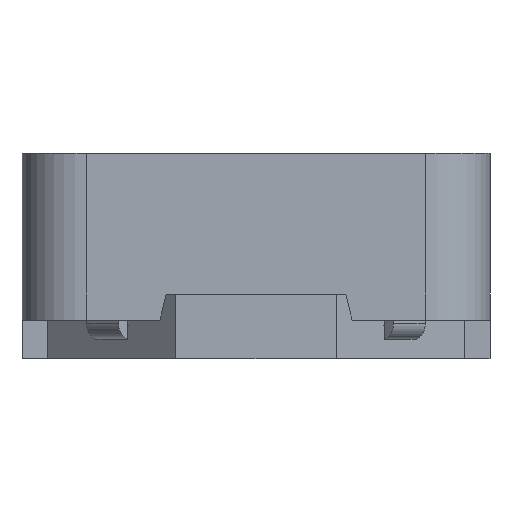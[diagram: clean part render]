
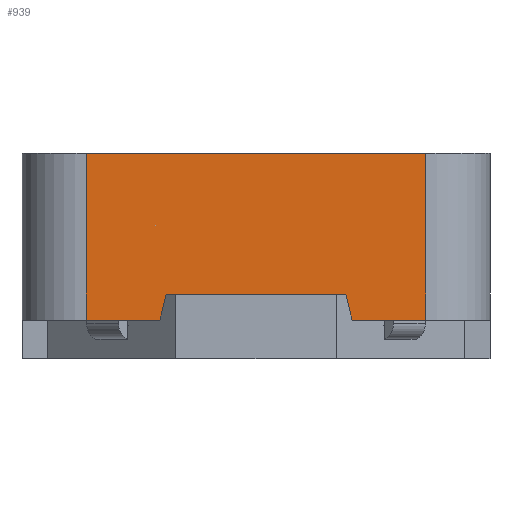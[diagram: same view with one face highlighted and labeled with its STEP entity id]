
A CAD part, left-side view. The second image highlights one B-rep face of the part: STEP entity #939.
In plain terms, the highlighted planar face has unit normal (-1, 0, 0).
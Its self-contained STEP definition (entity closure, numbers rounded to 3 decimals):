
#939 = ADVANCED_FACE( '', ( #2098 ), #2099, .F. );
#2098 = FACE_OUTER_BOUND( '', #4253, .T. );
#2099 = PLANE( '', #4254 );
#4253 = EDGE_LOOP( '', ( #7853, #7854, #7855, #7856, #7857, #7858, #7859, #7860 ) );
#4254 = AXIS2_PLACEMENT_3D( '', #7861, #7862, #7863 );
#7853 = ORIENTED_EDGE( '', *, *, #11806, .T. );
#7854 = ORIENTED_EDGE( '', *, *, #11807, .T. );
#7855 = ORIENTED_EDGE( '', *, *, #11808, .T. );
#7856 = ORIENTED_EDGE( '', *, *, #11809, .T. );
#7857 = ORIENTED_EDGE( '', *, *, #11299, .F. );
#7858 = ORIENTED_EDGE( '', *, *, #11810, .T. );
#7859 = ORIENTED_EDGE( '', *, *, #11811, .T. );
#7860 = ORIENTED_EDGE( '', *, *, #11812, .T. );
#7861 = CARTESIAN_POINT( '', ( -3.65, 3.65, 2.6 ) );
#7862 = DIRECTION( '', ( 1., 0., 0. ) );
#7863 = DIRECTION( '', ( 0., 1., 0. ) );
#11299 = EDGE_CURVE( '', #13139, #13140, #13141, .T. );
#11806 = EDGE_CURVE( '', #13993, #13994, #13995, .T. );
#11807 = EDGE_CURVE( '', #13994, #13996, #13997, .F. );
#11808 = EDGE_CURVE( '', #13996, #13998, #13999, .T. );
#11809 = EDGE_CURVE( '', #13998, #13140, #14000, .F. );
#11810 = EDGE_CURVE( '', #13139, #14001, #14002, .T. );
#11811 = EDGE_CURVE( '', #14001, #14003, #14004, .T. );
#11812 = EDGE_CURVE( '', #14003, #13993, #14005, .F. );
#13139 = VERTEX_POINT( '', #15923 );
#13140 = VERTEX_POINT( '', #15924 );
#13141 = LINE( '', #15925, #15926 );
#13993 = VERTEX_POINT( '', #17454 );
#13994 = VERTEX_POINT( '', #17455 );
#13995 = LINE( '', #17456, #17457 );
#13996 = VERTEX_POINT( '', #17458 );
#13997 = LINE( '', #17459, #17460 );
#13998 = VERTEX_POINT( '', #17461 );
#13999 = LINE( '', #17462, #17463 );
#14000 = LINE( '', #17464, #17465 );
#14001 = VERTEX_POINT( '', #17466 );
#14002 = LINE( '', #17467, #17468 );
#14003 = VERTEX_POINT( '', #17469 );
#14004 = LINE( '', #17470, #17471 );
#14005 = LINE( '', #17472, #17473 );
#15923 = CARTESIAN_POINT( '', ( -3.65, 2.65, 2.6 ) );
#15924 = CARTESIAN_POINT( '', ( -3.65, -2.65, 2.6 ) );
#15925 = CARTESIAN_POINT( '', ( -3.65, 3.65, 2.6 ) );
#15926 = VECTOR( '', #19825, 1000. );
#17454 = CARTESIAN_POINT( '', ( -3.65, 1.4, 0.4 ) );
#17455 = CARTESIAN_POINT( '', ( -3.65, -1.4, 0.4 ) );
#17456 = CARTESIAN_POINT( '', ( -3.65, 3.65, 0.4 ) );
#17457 = VECTOR( '', #20197, 1000. );
#17458 = CARTESIAN_POINT( '', ( -3.65, -1.5, 0. ) );
#17459 = CARTESIAN_POINT( '', ( -3.65, -1.5, 0. ) );
#17460 = VECTOR( '', #20198, 1000. );
#17461 = CARTESIAN_POINT( '', ( -3.65, -2.65, 0. ) );
#17462 = CARTESIAN_POINT( '', ( -3.65, 3.65, 0. ) );
#17463 = VECTOR( '', #20199, 1000. );
#17464 = CARTESIAN_POINT( '', ( -3.65, -2.65, 2.6 ) );
#17465 = VECTOR( '', #20200, 1000. );
#17466 = CARTESIAN_POINT( '', ( -3.65, 2.65, 0. ) );
#17467 = CARTESIAN_POINT( '', ( -3.65, 2.65, 2.6 ) );
#17468 = VECTOR( '', #20201, 1000. );
#17469 = CARTESIAN_POINT( '', ( -3.65, 1.5, 0. ) );
#17470 = CARTESIAN_POINT( '', ( -3.65, 3.65, 0. ) );
#17471 = VECTOR( '', #20202, 1000. );
#17472 = CARTESIAN_POINT( '', ( -3.65, 1.4, 0.4 ) );
#17473 = VECTOR( '', #20203, 1000. );
#19825 = DIRECTION( '', ( 0., -1., 0. ) );
#20197 = DIRECTION( '', ( 0., -1., 0. ) );
#20198 = DIRECTION( '', ( 0., 0.243, 0.97 ) );
#20199 = DIRECTION( '', ( 0., -1., 0. ) );
#20200 = DIRECTION( '', ( 0., 0., -1. ) );
#20201 = DIRECTION( '', ( 0., 0., -1. ) );
#20202 = DIRECTION( '', ( 0., -1., 0. ) );
#20203 = DIRECTION( '', ( 0., 0.243, -0.97 ) );
